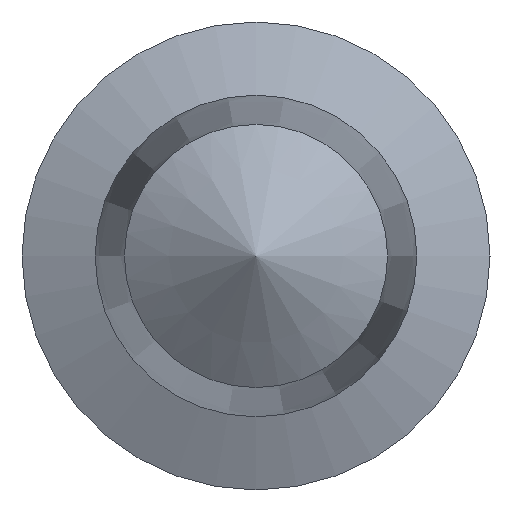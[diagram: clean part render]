
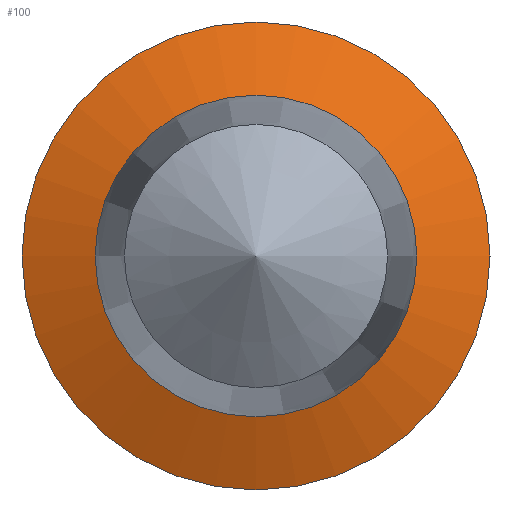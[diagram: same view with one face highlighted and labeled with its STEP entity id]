
A CAD part, left-side view. The second image highlights one B-rep face of the part: STEP entity #100.
In plain terms, the highlighted conical face has half-angle 68.199 degrees and reference radius 6.75 mm.
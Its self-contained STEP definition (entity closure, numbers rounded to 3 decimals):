
#21=FACE_OUTER_BOUND('',#27,.T.);
#27=EDGE_LOOP('',(#80,#81,#82,#83));
#32=LINE('',#191,#37);
#37=VECTOR('',#166,6.75);
#41=CIRCLE('',#129,8.);
#43=CIRCLE('',#134,5.5);
#47=VERTEX_POINT('',#177);
#50=VERTEX_POINT('',#187);
#56=EDGE_CURVE('',#47,#47,#41,.T.);
#59=EDGE_CURVE('',#50,#50,#43,.T.);
#61=EDGE_CURVE('',#47,#50,#32,.T.);
#80=ORIENTED_EDGE('',*,*,#56,.F.);
#81=ORIENTED_EDGE('',*,*,#61,.T.);
#82=ORIENTED_EDGE('',*,*,#59,.T.);
#83=ORIENTED_EDGE('',*,*,#61,.F.);
#87=CONICAL_SURFACE('',#135,6.75,1.19);
#100=ADVANCED_FACE('',(#21),#87,.T.);
#129=AXIS2_PLACEMENT_3D('',#179,#150,#151);
#134=AXIS2_PLACEMENT_3D('',#188,#161,#162);
#135=AXIS2_PLACEMENT_3D('',#190,#164,#165);
#150=DIRECTION('center_axis',(1.,0.,0.));
#151=DIRECTION('ref_axis',(0.,0.,-1.));
#161=DIRECTION('center_axis',(1.,0.,0.));
#162=DIRECTION('ref_axis',(0.,0.,-1.));
#164=DIRECTION('center_axis',(1.,0.,0.));
#165=DIRECTION('ref_axis',(0.,1.,0.));
#166=DIRECTION('',(-0.371,0.928,0.));
#177=CARTESIAN_POINT('',(34.,-8.,0.));
#179=CARTESIAN_POINT('Origin',(34.,0.,0.));
#187=CARTESIAN_POINT('',(33.,-5.5,0.));
#188=CARTESIAN_POINT('Origin',(33.,0.,0.));
#190=CARTESIAN_POINT('Origin',(33.5,0.,0.));
#191=CARTESIAN_POINT('',(33.5,-6.75,0.));
